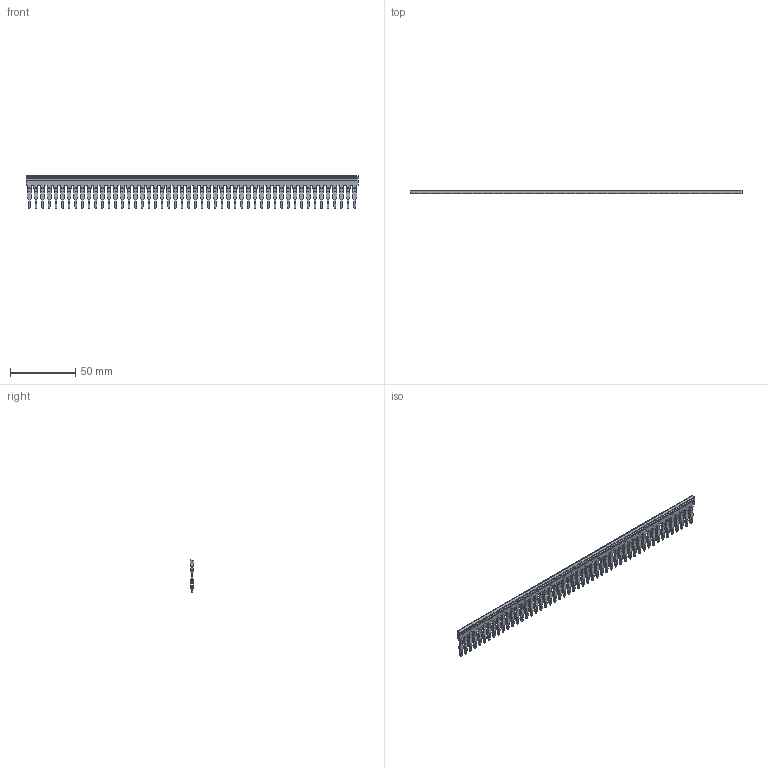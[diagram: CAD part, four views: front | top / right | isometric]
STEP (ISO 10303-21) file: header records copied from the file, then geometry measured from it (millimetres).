
FILE_DESCRIPTION(('CATIA V5 STEP Exchange','CAx-IF Rec.Pracs.--- Model Styling and Organization---1.4--- 2014-01-23'),'2;1');
FILE_NAME ('1373971-5_1', '2023-03-16T09:26:13+00:00', ('none'), ('Weidmueller'), 'CATIA Version 5-6 Release 2016 SP3 HF44', 'CATIA V5 STEP AP214', 'none');
FILE_SCHEMA(('AUTOMOTIVE_DESIGN { 1 0 10303 214 1 1 1 1 }'));
Products named in the file (1): 2831770000
Bounding box: 254.98 x 2.8 x 24.72 mm (x, y, z)
Volume: 5607.8 mm3; surface area: 15635.5 mm2
Topology: 51 solids, 101 shells, 2223 faces, 6360 edges, 4289 vertices
Faces by surface type: plane 2120, cylinder 103
Entity records: 64385 total; most frequent: ORIENTED_EDGE 12720, CARTESIAN_POINT 11495, DIRECTION 8050, EDGE_CURVE 6360, VECTOR 6154, LINE 6154, VERTEX_POINT 4289, EDGE_LOOP 2273
